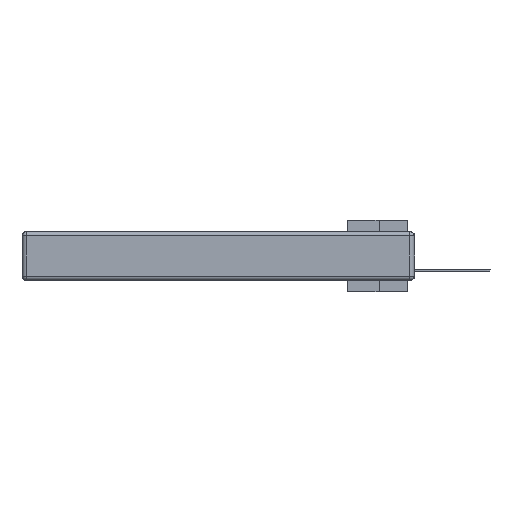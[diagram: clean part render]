
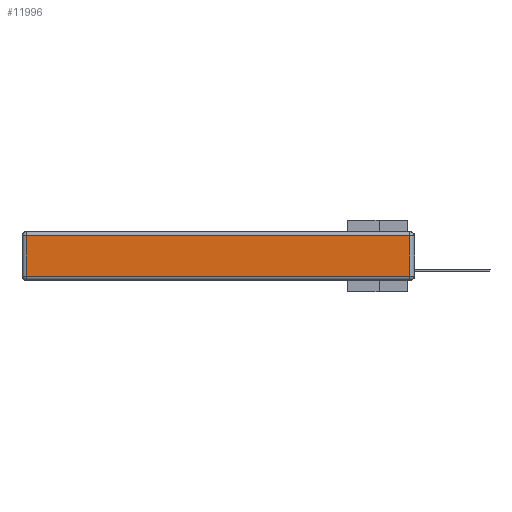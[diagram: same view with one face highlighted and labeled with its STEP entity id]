
A CAD part, left-side view. The second image highlights one B-rep face of the part: STEP entity #11996.
In plain terms, the highlighted planar face has unit normal (-1, 0, 0).
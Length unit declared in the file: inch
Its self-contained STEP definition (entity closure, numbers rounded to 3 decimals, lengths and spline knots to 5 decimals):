
#666 = CARTESIAN_POINT ( 'NONE',  ( 0., 2.75, -0.03 ) ) ;
#794 = EDGE_LOOP ( 'NONE', ( #30450, #13888, #8328, #38106 ) ) ;
#1459 = VECTOR ( 'NONE', #15385, 39.37008 ) ;
#1620 = VERTEX_POINT ( 'NONE', #28011 ) ;
#1640 = CARTESIAN_POINT ( 'NONE',  ( 0., 0., -0.343 ) ) ;
#1764 = CARTESIAN_POINT ( 'NONE',  ( 0., 2.72, -0.03 ) ) ;
#1972 = FACE_OUTER_BOUND ( 'NONE', #794, .T. ) ;
#3755 = EDGE_CURVE ( 'NONE', #38733, #19297, #20546, .T. ) ;
#5525 = CARTESIAN_POINT ( 'NONE',  ( 0., 2.72, -0.343 ) ) ;
#6254 = VERTEX_POINT ( 'NONE', #21241 ) ;
#8328 = ORIENTED_EDGE ( 'NONE', *, *, #3755, .T. ) ;
#9575 = VECTOR ( 'NONE', #11631, 39.37008 ) ;
#11631 = DIRECTION ( 'NONE',  ( 0., 0., -1. ) ) ;
#11996 = ADVANCED_FACE ( 'NONE', ( #1972 ), #34260, .T. ) ;
#13608 = LINE ( 'NONE', #37697, #15466 ) ;
#13888 = ORIENTED_EDGE ( 'NONE', *, *, #23646, .T. ) ;
#15270 = DIRECTION ( 'NONE',  ( 0., 1., 0. ) ) ;
#15385 = DIRECTION ( 'NONE',  ( 0., 0., 1. ) ) ;
#15466 = VECTOR ( 'NONE', #17006, 39.37008 ) ;
#16335 = DIRECTION ( 'NONE',  ( 0., 0., 1. ) ) ;
#17006 = DIRECTION ( 'NONE',  ( 0., -1., 0. ) ) ;
#17494 = LINE ( 'NONE', #5525, #9575 ) ;
#19297 = VERTEX_POINT ( 'NONE', #1764 ) ;
#20546 = LINE ( 'NONE', #666, #24701 ) ;
#21241 = CARTESIAN_POINT ( 'NONE',  ( 0., 0.03, -0.313 ) ) ;
#22387 = AXIS2_PLACEMENT_3D ( 'NONE', #1640, #31387, #16335 ) ;
#23646 = EDGE_CURVE ( 'NONE', #6254, #38733, #32283, .T. ) ;
#23995 = CARTESIAN_POINT ( 'NONE',  ( 0., 0.03, -0.03 ) ) ;
#24290 = EDGE_CURVE ( 'NONE', #19297, #1620, #17494, .T. ) ;
#24701 = VECTOR ( 'NONE', #15270, 39.37008 ) ;
#28011 = CARTESIAN_POINT ( 'NONE',  ( 0., 2.72, -0.313 ) ) ;
#30450 = ORIENTED_EDGE ( 'NONE', *, *, #33199, .T. ) ;
#31387 = DIRECTION ( 'NONE',  ( -1., 0., 0. ) ) ;
#32283 = LINE ( 'NONE', #33440, #1459 ) ;
#33199 = EDGE_CURVE ( 'NONE', #1620, #6254, #13608, .T. ) ;
#33440 = CARTESIAN_POINT ( 'NONE',  ( 0., 0.03, -0.343 ) ) ;
#34260 = PLANE ( 'NONE',  #22387 ) ;
#37697 = CARTESIAN_POINT ( 'NONE',  ( 0., 0., -0.313 ) ) ;
#38106 = ORIENTED_EDGE ( 'NONE', *, *, #24290, .T. ) ;
#38733 = VERTEX_POINT ( 'NONE', #23995 ) ;
